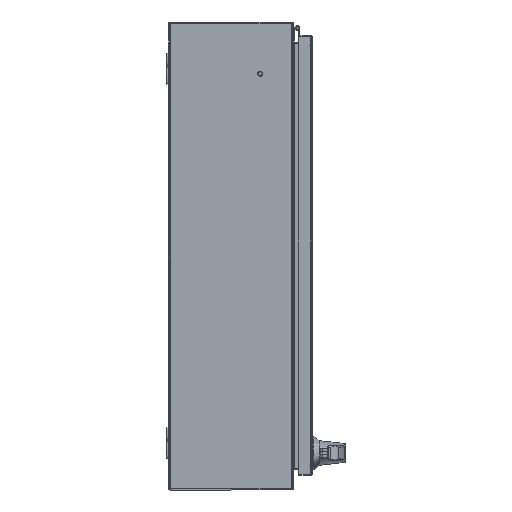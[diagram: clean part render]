
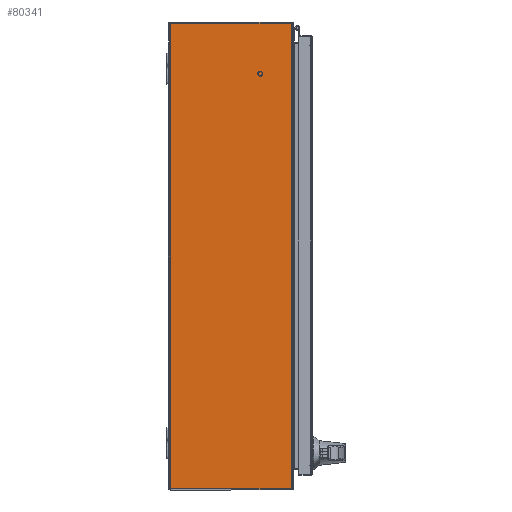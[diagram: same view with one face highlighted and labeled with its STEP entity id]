
A CAD part, front view. The second image highlights one B-rep face of the part: STEP entity #80341.
In plain terms, the highlighted face is planar.
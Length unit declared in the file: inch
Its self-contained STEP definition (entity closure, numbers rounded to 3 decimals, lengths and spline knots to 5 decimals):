
#960 = VERTEX_POINT ( 'NONE', #98369 ) ;
#5748 = AXIS2_PLACEMENT_3D ( 'NONE', #103737, #69874, #7793 ) ;
#7793 = DIRECTION ( 'NONE',  ( 1., 0., 0. ) ) ;
#10151 = VERTEX_POINT ( 'NONE', #104338 ) ;
#13446 = ORIENTED_EDGE ( 'NONE', *, *, #60146, .F. ) ;
#16990 = CARTESIAN_POINT ( 'NONE',  ( 14.92789, -7.85871, -18. ) ) ;
#17468 = EDGE_CURVE ( 'NONE', #54209, #10151, #67605, .T. ) ;
#20979 = VECTOR ( 'NONE', #81523, 39.37008 ) ;
#23608 = VERTEX_POINT ( 'NONE', #86623 ) ;
#26340 = ORIENTED_EDGE ( 'NONE', *, *, #17468, .F. ) ;
#27470 = CARTESIAN_POINT ( 'NONE',  ( -104.406, -7.892, -18. ) ) ;
#29865 = CIRCLE ( 'NONE', #70960, 0.1 ) ;
#30624 = CIRCLE ( 'NONE', #106256, 0.1 ) ;
#33586 = DIRECTION ( 'NONE',  ( 0., -1., 0. ) ) ;
#37115 = EDGE_CURVE ( 'NONE', #89593, #54209, #67776, .T. ) ;
#40206 = ORIENTED_EDGE ( 'NONE', *, *, #37115, .F. ) ;
#41727 = ORIENTED_EDGE ( 'NONE', *, *, #93465, .F. ) ;
#42234 = EDGE_CURVE ( 'NONE', #23608, #89593, #29865, .T. ) ;
#46645 = CARTESIAN_POINT ( 'NONE',  ( 14.892, -0.108, -18. ) ) ;
#51344 = VECTOR ( 'NONE', #73587, 39.37008 ) ;
#54209 = VERTEX_POINT ( 'NONE', #103623 ) ;
#55178 = LINE ( 'NONE', #87238, #92338 ) ;
#56713 = VECTOR ( 'NONE', #96213, 39.37008 ) ;
#60146 = EDGE_CURVE ( 'NONE', #10151, #960, #55178, .T. ) ;
#63496 = VERTEX_POINT ( 'NONE', #104349 ) ;
#64073 = FACE_OUTER_BOUND ( 'NONE', #70747, .T. ) ;
#64758 = CARTESIAN_POINT ( 'NONE',  ( 14.92789, 0., -18. ) ) ;
#67605 = LINE ( 'NONE', #46645, #20979 ) ;
#67776 = LINE ( 'NONE', #64758, #51344 ) ;
#69874 = DIRECTION ( 'NONE',  ( 0., 0., 1. ) ) ;
#70621 = DIRECTION ( 'NONE',  ( 0., 0., 1. ) ) ;
#70747 = EDGE_LOOP ( 'NONE', ( #91855, #41727, #112260, #13446, #26340, #40206 ) ) ;
#70960 = AXIS2_PLACEMENT_3D ( 'NONE', #97903, #70621, #105589 ) ;
#73587 = DIRECTION ( 'NONE',  ( 0., 1., 0. ) ) ;
#80341 = ADVANCED_FACE ( 'NONE', ( #64073 ), #112941, .F. ) ;
#81523 = DIRECTION ( 'NONE',  ( -1., 0., 0. ) ) ;
#82482 = DIRECTION ( 'NONE',  ( -1., 0., 0. ) ) ;
#86623 = CARTESIAN_POINT ( 'NONE',  ( 14.92218, -7.892, -18. ) ) ;
#87238 = CARTESIAN_POINT ( 'NONE',  ( -14.92789, 0., -18. ) ) ;
#89593 = VERTEX_POINT ( 'NONE', #16990 ) ;
#89869 = CARTESIAN_POINT ( 'NONE',  ( -14.82789, -7.85871, -18. ) ) ;
#91075 = LINE ( 'NONE', #27470, #56713 ) ;
#91855 = ORIENTED_EDGE ( 'NONE', *, *, #42234, .F. ) ;
#92338 = VECTOR ( 'NONE', #33586, 39.37008 ) ;
#93465 = EDGE_CURVE ( 'NONE', #63496, #23608, #91075, .T. ) ;
#93506 = EDGE_CURVE ( 'NONE', #960, #63496, #30624, .T. ) ;
#96213 = DIRECTION ( 'NONE',  ( 1., 0., 0. ) ) ;
#97903 = CARTESIAN_POINT ( 'NONE',  ( 14.82789, -7.85871, -18. ) ) ;
#98369 = CARTESIAN_POINT ( 'NONE',  ( -14.92789, -7.85871, -18. ) ) ;
#103623 = CARTESIAN_POINT ( 'NONE',  ( 14.92789, -0.108, -18. ) ) ;
#103737 = CARTESIAN_POINT ( 'NONE',  ( -104.406, 0., -18. ) ) ;
#104338 = CARTESIAN_POINT ( 'NONE',  ( -14.92789, -0.108, -18. ) ) ;
#104349 = CARTESIAN_POINT ( 'NONE',  ( -14.92218, -7.892, -18. ) ) ;
#105589 = DIRECTION ( 'NONE',  ( 1., 0., 0. ) ) ;
#106256 = AXIS2_PLACEMENT_3D ( 'NONE', #89869, #107153, #82482 ) ;
#107153 = DIRECTION ( 'NONE',  ( 0., 0., 1. ) ) ;
#112260 = ORIENTED_EDGE ( 'NONE', *, *, #93506, .F. ) ;
#112941 = PLANE ( 'NONE',  #5748 ) ;
